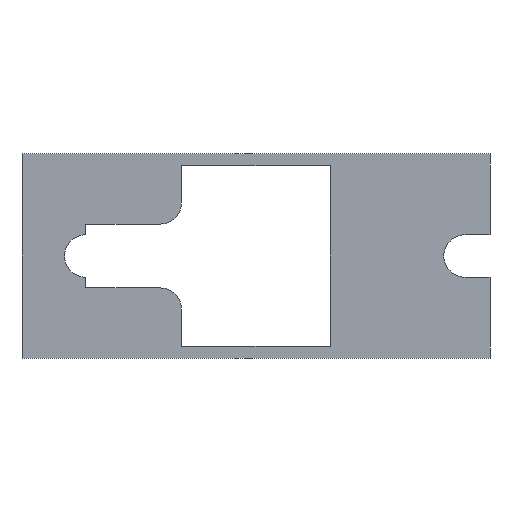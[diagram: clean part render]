
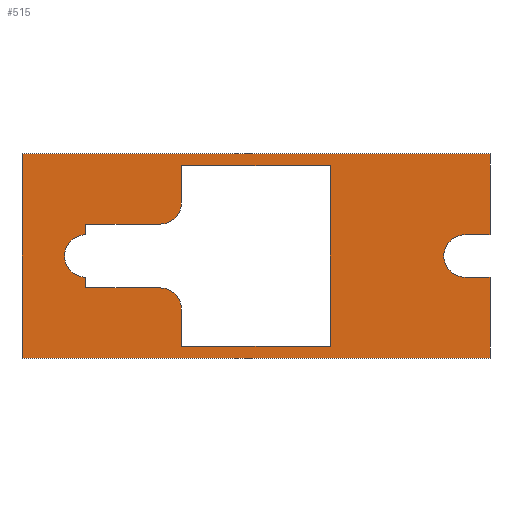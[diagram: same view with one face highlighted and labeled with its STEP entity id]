
A CAD part, front view. The second image highlights one B-rep face of the part: STEP entity #515.
In plain terms, the highlighted planar face has unit normal (0, -1, 0).
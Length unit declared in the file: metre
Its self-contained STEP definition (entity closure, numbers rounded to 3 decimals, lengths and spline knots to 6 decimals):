
#36=LINE('',#780,#88);
#40=LINE('',#790,#92);
#42=LINE('',#794,#94);
#45=LINE('',#802,#97);
#47=LINE('',#806,#99);
#49=LINE('',#810,#101);
#51=LINE('',#814,#103);
#53=LINE('',#818,#105);
#56=LINE('',#826,#108);
#59=LINE('',#832,#111);
#61=LINE('',#836,#113);
#63=LINE('',#840,#115);
#66=LINE('',#848,#118);
#68=LINE('',#852,#120);
#70=LINE('',#856,#122);
#71=LINE('',#858,#123);
#88=VECTOR('',#621,1.);
#92=VECTOR('',#631,1.);
#94=VECTOR('',#635,1.);
#97=VECTOR('',#644,1.);
#99=VECTOR('',#648,1.);
#101=VECTOR('',#652,1.);
#103=VECTOR('',#656,1.);
#105=VECTOR('',#660,1.);
#108=VECTOR('',#669,1.);
#111=VECTOR('',#674,1.);
#113=VECTOR('',#678,1.);
#115=VECTOR('',#682,1.);
#118=VECTOR('',#691,1.);
#120=VECTOR('',#695,1.);
#122=VECTOR('',#699,1.);
#123=VECTOR('',#702,1.);
#228=ORIENTED_EDGE('',*,*,#307,.T.);
#229=ORIENTED_EDGE('',*,*,#322,.F.);
#230=ORIENTED_EDGE('',*,*,#320,.F.);
#231=ORIENTED_EDGE('',*,*,#318,.F.);
#232=ORIENTED_EDGE('',*,*,#316,.T.);
#233=ORIENTED_EDGE('',*,*,#314,.T.);
#234=ORIENTED_EDGE('',*,*,#312,.F.);
#235=ORIENTED_EDGE('',*,*,#310,.T.);
#236=ORIENTED_EDGE('',*,*,#284,.T.);
#237=ORIENTED_EDGE('',*,*,#323,.F.);
#238=ORIENTED_EDGE('',*,*,#305,.F.);
#239=ORIENTED_EDGE('',*,*,#303,.T.);
#240=ORIENTED_EDGE('',*,*,#301,.F.);
#241=ORIENTED_EDGE('',*,*,#299,.F.);
#242=ORIENTED_EDGE('',*,*,#297,.T.);
#243=ORIENTED_EDGE('',*,*,#295,.T.);
#244=ORIENTED_EDGE('',*,*,#293,.F.);
#245=ORIENTED_EDGE('',*,*,#291,.T.);
#246=ORIENTED_EDGE('',*,*,#289,.T.);
#247=ORIENTED_EDGE('',*,*,#287,.T.);
#284=EDGE_CURVE('',#352,#353,#36,.T.);
#287=EDGE_CURVE('',#354,#352,#384,.T.);
#289=EDGE_CURVE('',#355,#354,#40,.T.);
#291=EDGE_CURVE('',#356,#355,#42,.T.);
#293=EDGE_CURVE('',#356,#357,#385,.T.);
#295=EDGE_CURVE('',#358,#357,#45,.T.);
#297=EDGE_CURVE('',#359,#358,#47,.T.);
#299=EDGE_CURVE('',#359,#360,#49,.T.);
#301=EDGE_CURVE('',#360,#361,#51,.T.);
#303=EDGE_CURVE('',#362,#361,#53,.T.);
#305=EDGE_CURVE('',#362,#363,#386,.T.);
#307=EDGE_CURVE('',#364,#365,#56,.T.);
#310=EDGE_CURVE('',#366,#364,#59,.T.);
#312=EDGE_CURVE('',#366,#367,#61,.T.);
#314=EDGE_CURVE('',#368,#367,#63,.T.);
#316=EDGE_CURVE('',#369,#368,#387,.T.);
#318=EDGE_CURVE('',#369,#370,#66,.T.);
#320=EDGE_CURVE('',#370,#371,#68,.T.);
#322=EDGE_CURVE('',#371,#365,#70,.T.);
#323=EDGE_CURVE('',#363,#353,#71,.T.);
#352=VERTEX_POINT('',#781);
#353=VERTEX_POINT('',#782);
#354=VERTEX_POINT('',#787);
#355=VERTEX_POINT('',#791);
#356=VERTEX_POINT('',#795);
#357=VERTEX_POINT('',#799);
#358=VERTEX_POINT('',#803);
#359=VERTEX_POINT('',#807);
#360=VERTEX_POINT('',#811);
#361=VERTEX_POINT('',#815);
#362=VERTEX_POINT('',#819);
#363=VERTEX_POINT('',#823);
#364=VERTEX_POINT('',#827);
#365=VERTEX_POINT('',#828);
#366=VERTEX_POINT('',#833);
#367=VERTEX_POINT('',#837);
#368=VERTEX_POINT('',#841);
#369=VERTEX_POINT('',#845);
#370=VERTEX_POINT('',#849);
#371=VERTEX_POINT('',#853);
#384=CIRCLE('',#548,0.002);
#385=CIRCLE('',#552,0.002);
#386=CIRCLE('',#559,0.002);
#387=CIRCLE('',#565,0.002);
#418=EDGE_LOOP('',(#228,#229,#230,#231,#232,#233,#234,#235));
#419=EDGE_LOOP('',(#236,#237,#238,#239,#240,#241,#242,#243,#244,#245,#246,
#247));
#458=FACE_BOUND('',#418,.T.);
#459=FACE_BOUND('',#419,.T.);
#489=PLANE('',#570);
#515=ADVANCED_FACE('',(#458,#459),#489,.F.);
#548=AXIS2_PLACEMENT_3D('',#786,#626,#627);
#552=AXIS2_PLACEMENT_3D('',#798,#639,#640);
#559=AXIS2_PLACEMENT_3D('',#822,#664,#665);
#565=AXIS2_PLACEMENT_3D('',#844,#686,#687);
#570=AXIS2_PLACEMENT_3D('',#859,#703,#704);
#621=DIRECTION('',(0.,0.,1.));
#626=DIRECTION('',(0.,1.,0.));
#627=DIRECTION('',(-1.,0.,0.));
#631=DIRECTION('',(0.,0.,1.));
#635=DIRECTION('',(-1.,0.,0.));
#639=DIRECTION('',(0.,1.,0.));
#640=DIRECTION('',(-1.,0.,0.));
#644=DIRECTION('',(0.,0.,1.));
#648=DIRECTION('',(-1.,0.,0.));
#652=DIRECTION('',(0.,0.,1.));
#656=DIRECTION('',(-1.,0.,0.));
#660=DIRECTION('',(0.,0.,1.));
#664=DIRECTION('',(0.,1.,0.));
#665=DIRECTION('',(-1.,0.,0.));
#669=DIRECTION('',(0.,0.,-1.));
#674=DIRECTION('',(-1.,0.,0.));
#678=DIRECTION('',(0.,0.,-1.));
#682=DIRECTION('',(1.,0.,0.));
#686=DIRECTION('',(0.,1.,0.));
#687=DIRECTION('',(-1.,0.,0.));
#691=DIRECTION('',(1.,0.,0.));
#695=DIRECTION('',(0.,0.,-1.));
#699=DIRECTION('',(-1.,0.,0.));
#702=DIRECTION('',(-1.,0.,0.));
#703=DIRECTION('',(0.,1.,0.));
#704=DIRECTION('',(-1.,0.,0.));
#780=CARTESIAN_POINT('',(-0.016,0.0275,-0.012819));
#781=CARTESIAN_POINT('',(-0.016,0.0275,-0.013319));
#782=CARTESIAN_POINT('',(-0.016,0.0275,-0.012319));
#786=CARTESIAN_POINT('',(-0.016,0.0275,-0.015319));
#787=CARTESIAN_POINT('',(-0.016,0.0275,-0.017319));
#790=CARTESIAN_POINT('',(-0.016,0.0275,-0.017819));
#791=CARTESIAN_POINT('',(-0.016,0.0275,-0.018319));
#794=CARTESIAN_POINT('',(-0.0115,0.0275,-0.018319));
#795=CARTESIAN_POINT('',(-0.009,0.0275,-0.018319));
#798=CARTESIAN_POINT('',(-0.009,0.0275,-0.020319));
#799=CARTESIAN_POINT('',(-0.007,0.0275,-0.020319));
#802=CARTESIAN_POINT('',(-0.007,0.0275,-0.021069));
#803=CARTESIAN_POINT('',(-0.007,0.0275,-0.023819));
#806=CARTESIAN_POINT('',(0.,0.0275,-0.023819));
#807=CARTESIAN_POINT('',(0.007,0.0275,-0.023819));
#810=CARTESIAN_POINT('',(0.007,0.0275,-0.015319));
#811=CARTESIAN_POINT('',(0.007,0.0275,-0.006819));
#814=CARTESIAN_POINT('',(0.,0.0275,-0.006819));
#815=CARTESIAN_POINT('',(-0.007,0.0275,-0.006819));
#818=CARTESIAN_POINT('',(-0.007,0.0275,-0.009569));
#819=CARTESIAN_POINT('',(-0.007,0.0275,-0.010319));
#822=CARTESIAN_POINT('',(-0.009,0.0275,-0.010319));
#823=CARTESIAN_POINT('',(-0.009,0.0275,-0.012319));
#826=CARTESIAN_POINT('',(-0.022,0.0275,-0.015319));
#827=CARTESIAN_POINT('',(-0.022,0.0275,-0.005719));
#828=CARTESIAN_POINT('',(-0.022,0.0275,-0.024919));
#832=CARTESIAN_POINT('',(0.,0.0275,-0.005719));
#833=CARTESIAN_POINT('',(0.022,0.0275,-0.005719));
#836=CARTESIAN_POINT('',(0.022,0.0275,-0.009519));
#837=CARTESIAN_POINT('',(0.022,0.0275,-0.013319));
#840=CARTESIAN_POINT('',(0.020825,0.0275,-0.013319));
#841=CARTESIAN_POINT('',(0.01965,0.0275,-0.013319));
#844=CARTESIAN_POINT('',(0.01965,0.0275,-0.015319));
#845=CARTESIAN_POINT('',(0.01965,0.0275,-0.017319));
#848=CARTESIAN_POINT('',(0.020825,0.0275,-0.017319));
#849=CARTESIAN_POINT('',(0.022,0.0275,-0.017319));
#852=CARTESIAN_POINT('',(0.022,0.0275,-0.021119));
#853=CARTESIAN_POINT('',(0.022,0.0275,-0.024919));
#856=CARTESIAN_POINT('',(0.,0.0275,-0.024919));
#858=CARTESIAN_POINT('',(-0.0115,0.0275,-0.012319));
#859=CARTESIAN_POINT('',(0.006113,0.0275,-0.015319));
